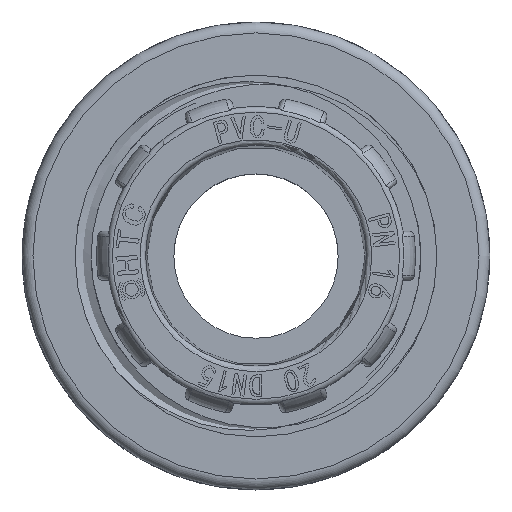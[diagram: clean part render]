
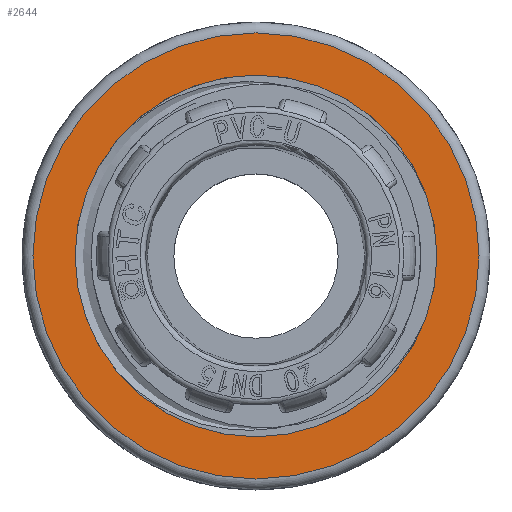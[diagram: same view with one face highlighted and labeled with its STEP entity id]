
A CAD part, top view. The second image highlights one B-rep face of the part: STEP entity #2644.
In plain terms, the highlighted planar face has unit normal (0, 0, 1).
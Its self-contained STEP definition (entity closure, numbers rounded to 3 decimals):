
#2644=ADVANCED_FACE('',(#11250,#11251),#4983,.T.);
#4983=PLANE('',#43196);
#11250=FACE_BOUND('',#11464,.T.);
#11251=FACE_BOUND('',#11465,.T.);
#11464=EDGE_LOOP('',(#14888));
#11465=EDGE_LOOP('',(#14889));
#13984=CIRCLE('',#43194,16.625);
#13985=CIRCLE('',#43195,20.5);
#14888=ORIENTED_EDGE('',*,*,#32611,.T.);
#14889=ORIENTED_EDGE('',*,*,#32612,.T.);
#28153=VERTEX_POINT('',#57091);
#28154=VERTEX_POINT('',#57093);
#32611=EDGE_CURVE('',#28153,#28153,#13984,.T.);
#32612=EDGE_CURVE('',#28154,#28154,#13985,.T.);
#43194=AXIS2_PLACEMENT_3D('',#57090,#45989,#45990);
#43195=AXIS2_PLACEMENT_3D('',#57092,#45991,#45992);
#43196=AXIS2_PLACEMENT_3D('',#57094,#45993,#45994);
#45989=DIRECTION('',(0.,0.,-1.));
#45990=DIRECTION('',(1.,0.,0.));
#45991=DIRECTION('',(0.,0.,1.));
#45992=DIRECTION('',(1.,0.,0.));
#45993=DIRECTION('',(0.,0.,1.));
#45994=DIRECTION('',(1.,0.,0.));
#57090=CARTESIAN_POINT('',(0.,-56.,30.));
#57091=CARTESIAN_POINT('',(16.625,-56.,30.));
#57092=CARTESIAN_POINT('',(0.,-56.,30.));
#57093=CARTESIAN_POINT('',(20.5,-56.,30.));
#57094=CARTESIAN_POINT('',(0.,-56.,30.));
